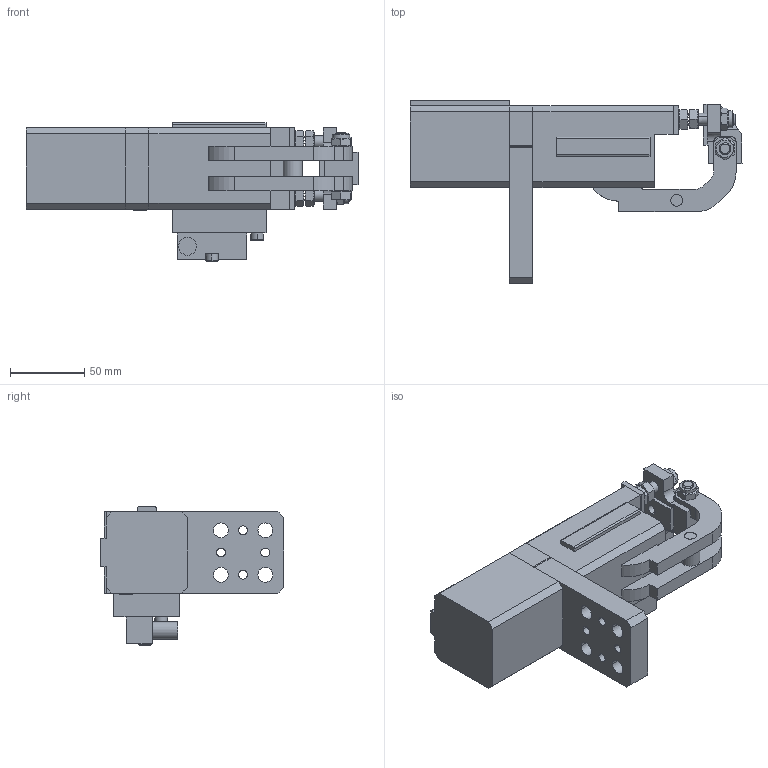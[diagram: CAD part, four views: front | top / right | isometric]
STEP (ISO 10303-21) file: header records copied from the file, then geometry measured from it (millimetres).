
FILE_DESCRIPTION(('CATIA V5 STEP Exchange'),'2;1');
FILE_NAME('GN_40_BR2_A21_K1_T12R_50GRAD_TUENKERS.stp','2020-12-09T08:46:59+00:00',('none'),('none'),'CATIA Version 5 Release 19 SP 9 (IN-10)','CATIA V5 STEP AP214','none');
FILE_SCHEMA(('AUTOMOTIVE_DESIGN { 1 0 10303 214 1 1 1 1 }'));
Length unit declared in the file: millimetre
Products named in the file (1): GN_40_BR2_A21_K1_T12R_50GRAD_TUENKERS
Bounding box: 224.1 x 124 x 93.3 mm (x, y, z)
Volume: 689591.5 mm3; surface area: 110080 mm2
Topology: 6 solids, 8 shells, 659 faces, 1728 edges, 1115 vertices
Faces by surface type: plane 435, cylinder 110, cone 103, torus 11
Entity records: 24312 total; most frequent: CARTESIAN_POINT 5149, ORIENTED_EDGE 3444, DIRECTION 2188, EDGE_CURVE 1722, VERTEX_POINT 1115, VECTOR 1085, LINE 1085, EDGE_LOOP 715
